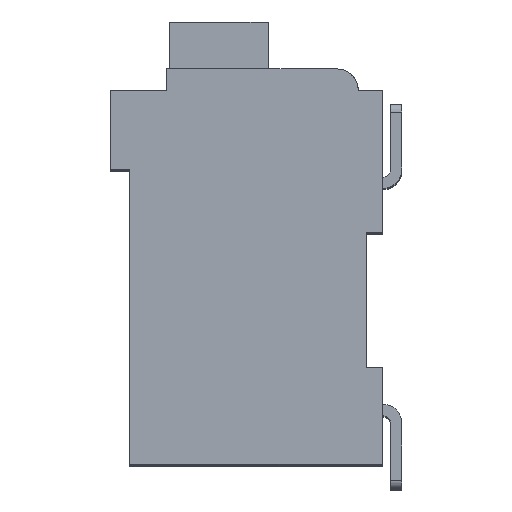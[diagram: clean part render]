
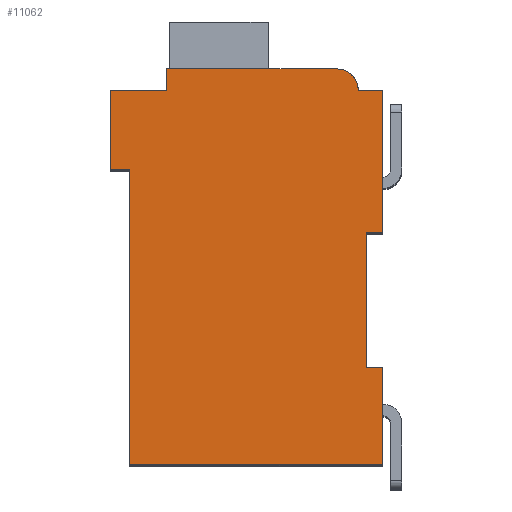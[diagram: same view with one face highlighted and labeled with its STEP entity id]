
A CAD part, top view. The second image highlights one B-rep face of the part: STEP entity #11062.
In plain terms, the highlighted planar face has unit normal (0, 0, 1).
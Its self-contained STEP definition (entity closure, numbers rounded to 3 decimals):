
#1266=DIRECTION('',(1.,0.,0.));
#1267=VECTOR('',#1266,0.5);
#1268=CARTESIAN_POINT('',(7.3,7.15,2.1));
#1269=LINE('',#1268,#1267);
#1270=DIRECTION('',(0.,1.,0.));
#1271=VECTOR('',#1270,4.15);
#1272=CARTESIAN_POINT('',(7.3,3.,2.1));
#1273=LINE('',#1272,#1271);
#1274=DIRECTION('',(-1.,0.,0.));
#1275=VECTOR('',#1274,0.5);
#1276=CARTESIAN_POINT('',(7.8,3.,2.1));
#1277=LINE('',#1276,#1275);
#1278=DIRECTION('',(0.,1.,0.));
#1279=VECTOR('',#1278,3.);
#1280=CARTESIAN_POINT('',(7.8,0.,2.1));
#1281=LINE('',#1280,#1279);
#1282=DIRECTION('',(1.,0.,0.));
#1283=VECTOR('',#1282,7.8);
#1284=CARTESIAN_POINT('',(0.,0.,2.1));
#1285=LINE('',#1284,#1283);
#1286=DIRECTION('',(0.,-1.,0.));
#1287=VECTOR('',#1286,9.1);
#1288=CARTESIAN_POINT('',(0.,9.1,2.1));
#1289=LINE('',#1288,#1287);
#1290=DIRECTION('',(1.,0.,0.));
#1291=VECTOR('',#1290,0.6);
#1292=CARTESIAN_POINT('',(-0.6,9.1,2.1));
#1293=LINE('',#1292,#1291);
#1294=DIRECTION('',(0.,-1.,0.));
#1295=VECTOR('',#1294,2.45);
#1296=CARTESIAN_POINT('',(-0.6,11.55,2.1));
#1297=LINE('',#1296,#1295);
#1298=DIRECTION('',(-1.,0.,0.));
#1299=VECTOR('',#1298,1.75);
#1300=CARTESIAN_POINT('',(1.15,11.55,2.1));
#1301=LINE('',#1300,#1299);
#1302=DIRECTION('',(0.,-1.,0.));
#1303=VECTOR('',#1302,0.65);
#1304=CARTESIAN_POINT('',(1.15,12.2,2.1));
#1305=LINE('',#1304,#1303);
#1306=DIRECTION('',(-1.,0.,0.));
#1307=VECTOR('',#1306,5.25);
#1308=CARTESIAN_POINT('',(6.4,12.2,2.1));
#1309=LINE('',#1308,#1307);
#1310=CARTESIAN_POINT('',(6.4,11.55,2.1));
#1311=DIRECTION('',(0.,0.,1.));
#1312=DIRECTION('',(1.,0.,0.));
#1313=AXIS2_PLACEMENT_3D('',#1310,#1311,#1312);
#1315=DIRECTION('',(-1.,0.,0.));
#1316=VECTOR('',#1315,0.75);
#1317=CARTESIAN_POINT('',(7.8,11.55,2.1));
#1318=LINE('',#1317,#1316);
#1319=DIRECTION('',(0.,1.,0.));
#1320=VECTOR('',#1319,4.4);
#1321=CARTESIAN_POINT('',(7.8,7.15,2.1));
#1322=LINE('',#1321,#1320);
#7643=CARTESIAN_POINT('',(7.3,7.15,2.1));
#7644=CARTESIAN_POINT('',(7.8,7.15,2.1));
#7645=VERTEX_POINT('',#7643);
#7646=VERTEX_POINT('',#7644);
#7647=CARTESIAN_POINT('',(7.8,11.55,2.1));
#7648=VERTEX_POINT('',#7647);
#7649=CARTESIAN_POINT('',(7.05,11.55,2.1));
#7650=VERTEX_POINT('',#7649);
#7651=CARTESIAN_POINT('',(6.4,12.2,2.1));
#7652=VERTEX_POINT('',#7651);
#7653=CARTESIAN_POINT('',(1.15,12.2,2.1));
#7654=VERTEX_POINT('',#7653);
#7655=CARTESIAN_POINT('',(1.15,11.55,2.1));
#7656=VERTEX_POINT('',#7655);
#7657=CARTESIAN_POINT('',(-0.6,11.55,2.1));
#7658=VERTEX_POINT('',#7657);
#7659=CARTESIAN_POINT('',(-0.6,9.1,2.1));
#7660=VERTEX_POINT('',#7659);
#7661=CARTESIAN_POINT('',(0.,9.1,2.1));
#7662=VERTEX_POINT('',#7661);
#7663=CARTESIAN_POINT('',(0.,0.,2.1));
#7664=VERTEX_POINT('',#7663);
#7665=CARTESIAN_POINT('',(7.8,0.,2.1));
#7666=VERTEX_POINT('',#7665);
#7667=CARTESIAN_POINT('',(7.8,3.,2.1));
#7668=VERTEX_POINT('',#7667);
#7669=CARTESIAN_POINT('',(7.3,3.,2.1));
#7670=VERTEX_POINT('',#7669);
#11032=CARTESIAN_POINT('',(0.,0.,2.1));
#11033=DIRECTION('',(0.,0.,1.));
#11034=DIRECTION('',(1.,0.,0.));
#11035=AXIS2_PLACEMENT_3D('',#11032,#11033,#11034);
#11036=PLANE('',#11035);
#11037=ORIENTED_EDGE('',*,*,#10020,.F.);
#11038=ORIENTED_EDGE('',*,*,#10427,.F.);
#11040=ORIENTED_EDGE('',*,*,#11039,.F.);
#11042=ORIENTED_EDGE('',*,*,#11041,.F.);
#11043=ORIENTED_EDGE('',*,*,#10821,.F.);
#11044=ORIENTED_EDGE('',*,*,#10746,.F.);
#11046=ORIENTED_EDGE('',*,*,#11045,.F.);
#11048=ORIENTED_EDGE('',*,*,#11047,.F.);
#11050=ORIENTED_EDGE('',*,*,#11049,.F.);
#11052=ORIENTED_EDGE('',*,*,#11051,.F.);
#11054=ORIENTED_EDGE('',*,*,#11053,.F.);
#11056=ORIENTED_EDGE('',*,*,#11055,.F.);
#11058=ORIENTED_EDGE('',*,*,#11057,.F.);
#11059=ORIENTED_EDGE('',*,*,#10243,.F.);
#11060=EDGE_LOOP('',(#11037,#11038,#11040,#11042,#11043,#11044,#11046,#11048,
#11050,#11052,#11054,#11056,#11058,#11059));
#11061=FACE_OUTER_BOUND('',#11060,.F.);
#1314=CIRCLE('',#1313,0.65);
#10020=EDGE_CURVE('',#7645,#7646,#1269,.T.);
#10243=EDGE_CURVE('',#7646,#7648,#1322,.T.);
#10427=EDGE_CURVE('',#7670,#7645,#1273,.T.);
#10746=EDGE_CURVE('',#7662,#7664,#1289,.T.);
#10821=EDGE_CURVE('',#7664,#7666,#1285,.T.);
#11039=EDGE_CURVE('',#7668,#7670,#1277,.T.);
#11041=EDGE_CURVE('',#7666,#7668,#1281,.T.);
#11045=EDGE_CURVE('',#7660,#7662,#1293,.T.);
#11047=EDGE_CURVE('',#7658,#7660,#1297,.T.);
#11049=EDGE_CURVE('',#7656,#7658,#1301,.T.);
#11051=EDGE_CURVE('',#7654,#7656,#1305,.T.);
#11053=EDGE_CURVE('',#7652,#7654,#1309,.T.);
#11055=EDGE_CURVE('',#7650,#7652,#1314,.T.);
#11057=EDGE_CURVE('',#7648,#7650,#1318,.T.);
#11062=ADVANCED_FACE('',(#11061),#11036,.T.);
